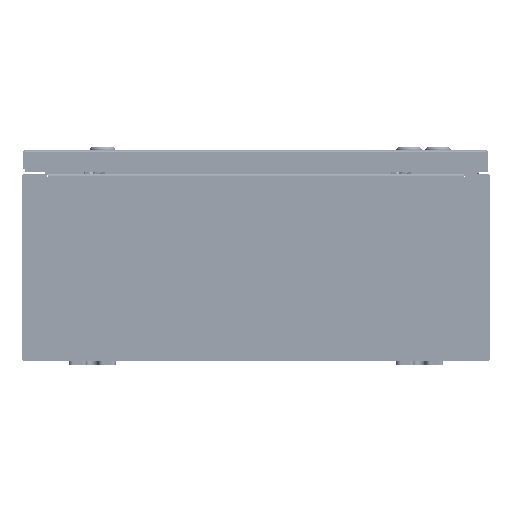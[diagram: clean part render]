
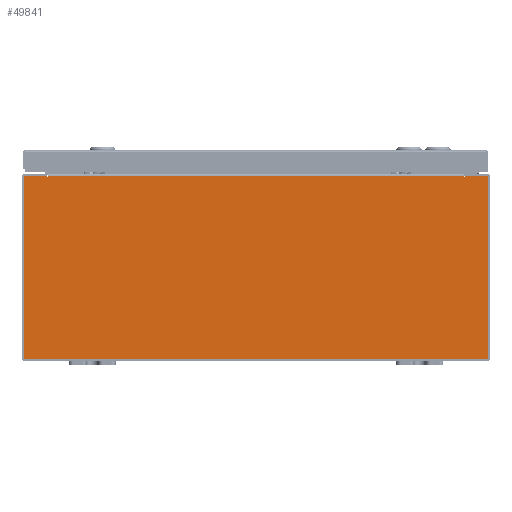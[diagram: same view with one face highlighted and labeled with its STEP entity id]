
A CAD part, front view. The second image highlights one B-rep face of the part: STEP entity #49841.
In plain terms, the highlighted face is planar.
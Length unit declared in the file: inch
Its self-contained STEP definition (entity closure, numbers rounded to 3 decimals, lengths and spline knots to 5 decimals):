
#170 = DIRECTION ( 'NONE',  ( 0., 0., 1. ) ) ;
#1095 = DIRECTION ( 'NONE',  ( 1., 0., 0. ) ) ;
#1357 = VERTEX_POINT ( 'NONE', #44034 ) ;
#2135 = AXIS2_PLACEMENT_3D ( 'NONE', #57402, #42667, #12986 ) ;
#3501 = DIRECTION ( 'NONE',  ( 1., 0., 0. ) ) ;
#3576 = CARTESIAN_POINT ( 'NONE',  ( -8.8872, 0., 3.9123 ) ) ;
#4172 = LINE ( 'NONE', #8274, #28987 ) ;
#4711 = EDGE_CURVE ( 'NONE', #25738, #28388, #40386, .T. ) ;
#4725 = CARTESIAN_POINT ( 'NONE',  ( -8.8872, 0., 3.9123 ) ) ;
#5364 = CARTESIAN_POINT ( 'NONE',  ( 9.9253, 0., -3.9253 ) ) ;
#6073 = CARTESIAN_POINT ( 'NONE',  ( 8.92455, 0., 3.87495 ) ) ;
#6080 = LINE ( 'NONE', #45365, #57185 ) ;
#6804 = LINE ( 'NONE', #34430, #18363 ) ;
#7955 = EDGE_CURVE ( 'NONE', #28658, #25738, #6080, .T. ) ;
#8274 = CARTESIAN_POINT ( 'NONE',  ( -8.8872, 0., 0. ) ) ;
#8602 = VERTEX_POINT ( 'NONE', #10847 ) ;
#9090 = ORIENTED_EDGE ( 'NONE', *, *, #20274, .T. ) ;
#9405 = ORIENTED_EDGE ( 'NONE', *, *, #7955, .T. ) ;
#10847 = CARTESIAN_POINT ( 'NONE',  ( 8.8872, 0., 3.87495 ) ) ;
#11447 = CARTESIAN_POINT ( 'NONE',  ( 8.92455, 0., 3.9253 ) ) ;
#12565 = CARTESIAN_POINT ( 'NONE',  ( -8.92455, 0., 3.87495 ) ) ;
#12986 = DIRECTION ( 'NONE',  ( 0., 0., -1. ) ) ;
#13403 = EDGE_CURVE ( 'NONE', #18022, #8602, #18549, .T. ) ;
#13798 = ORIENTED_EDGE ( 'NONE', *, *, #33171, .F. ) ;
#14252 = LINE ( 'NONE', #18160, #25896 ) ;
#14331 = CARTESIAN_POINT ( 'NONE',  ( 8.8872, 0., 3.9123 ) ) ;
#15056 = LINE ( 'NONE', #56228, #41420 ) ;
#15896 = DIRECTION ( 'NONE',  ( -1., 0., 0. ) ) ;
#16388 = EDGE_CURVE ( 'NONE', #25754, #33295, #30049, .T. ) ;
#17743 = PLANE ( 'NONE',  #2135 ) ;
#17797 = DIRECTION ( 'NONE',  ( 0., 1., 0. ) ) ;
#17936 = ORIENTED_EDGE ( 'NONE', *, *, #25587, .T. ) ;
#18022 = VERTEX_POINT ( 'NONE', #6073 ) ;
#18160 = CARTESIAN_POINT ( 'NONE',  ( 8.8872, 0., 0. ) ) ;
#18363 = VECTOR ( 'NONE', #170, 39.37008 ) ;
#18549 = CIRCLE ( 'NONE', #21453, 0.01868 ) ;
#19032 = ORIENTED_EDGE ( 'NONE', *, *, #22139, .F. ) ;
#19624 = AXIS2_PLACEMENT_3D ( 'NONE', #47487, #17797, #52458 ) ;
#20179 = EDGE_CURVE ( 'NONE', #25754, #18022, #32882, .T. ) ;
#20274 = EDGE_CURVE ( 'NONE', #33295, #28658, #15056, .T. ) ;
#20551 = VECTOR ( 'NONE', #3501, 39.37008 ) ;
#21453 = AXIS2_PLACEMENT_3D ( 'NONE', #28233, #62936, #33232 ) ;
#22061 = EDGE_CURVE ( 'NONE', #1357, #41487, #43716, .T. ) ;
#22139 = EDGE_CURVE ( 'NONE', #23548, #1357, #4172, .T. ) ;
#22360 = VECTOR ( 'NONE', #34448, 39.37008 ) ;
#23153 = DIRECTION ( 'NONE',  ( 0., 0., 1. ) ) ;
#23548 = VERTEX_POINT ( 'NONE', #3576 ) ;
#24074 = VECTOR ( 'NONE', #30071, 39.37008 ) ;
#25478 = ORIENTED_EDGE ( 'NONE', *, *, #28590, .F. ) ;
#25587 = EDGE_CURVE ( 'NONE', #23548, #37385, #58798, .T. ) ;
#25738 = VERTEX_POINT ( 'NONE', #60877 ) ;
#25754 = VERTEX_POINT ( 'NONE', #11447 ) ;
#25896 = VECTOR ( 'NONE', #23153, 39.37008 ) ;
#26242 = ORIENTED_EDGE ( 'NONE', *, *, #20179, .F. ) ;
#26555 = DIRECTION ( 'NONE',  ( 0., 0., -1. ) ) ;
#27985 = ORIENTED_EDGE ( 'NONE', *, *, #4711, .T. ) ;
#28233 = CARTESIAN_POINT ( 'NONE',  ( 8.90588, 0., 3.87495 ) ) ;
#28388 = VERTEX_POINT ( 'NONE', #42632 ) ;
#28590 = EDGE_CURVE ( 'NONE', #41487, #40023, #6804, .T. ) ;
#28658 = VERTEX_POINT ( 'NONE', #5364 ) ;
#28987 = VECTOR ( 'NONE', #37980, 39.37008 ) ;
#29230 = CARTESIAN_POINT ( 'NONE',  ( 9.9253, 0., 3.9253 ) ) ;
#29854 = CARTESIAN_POINT ( 'NONE',  ( -9.9253, 0., 3.9253 ) ) ;
#30049 = LINE ( 'NONE', #50491, #43181 ) ;
#30071 = DIRECTION ( 'NONE',  ( 0., 0., 1. ) ) ;
#31838 = EDGE_CURVE ( 'NONE', #28388, #40023, #48408, .T. ) ;
#32822 = ORIENTED_EDGE ( 'NONE', *, *, #16388, .T. ) ;
#32882 = LINE ( 'NONE', #50626, #44520 ) ;
#33171 = EDGE_CURVE ( 'NONE', #8602, #37385, #14252, .T. ) ;
#33204 = CARTESIAN_POINT ( 'NONE',  ( -9.9253, 0., 3.9253 ) ) ;
#33232 = DIRECTION ( 'NONE',  ( 0., 0., -1. ) ) ;
#33295 = VERTEX_POINT ( 'NONE', #29230 ) ;
#34430 = CARTESIAN_POINT ( 'NONE',  ( -8.92455, 0., 0. ) ) ;
#34448 = DIRECTION ( 'NONE',  ( 1., 0., 0. ) ) ;
#35191 = CARTESIAN_POINT ( 'NONE',  ( -8.92455, 0., 3.9253 ) ) ;
#37385 = VERTEX_POINT ( 'NONE', #14331 ) ;
#37980 = DIRECTION ( 'NONE',  ( 0., 0., -1. ) ) ;
#40023 = VERTEX_POINT ( 'NONE', #35191 ) ;
#40386 = LINE ( 'NONE', #29854, #24074 ) ;
#41420 = VECTOR ( 'NONE', #26555, 39.37008 ) ;
#41487 = VERTEX_POINT ( 'NONE', #12565 ) ;
#42632 = CARTESIAN_POINT ( 'NONE',  ( -9.9253, 0., 3.9253 ) ) ;
#42667 = DIRECTION ( 'NONE',  ( 0., -1., 0. ) ) ;
#43181 = VECTOR ( 'NONE', #1095, 39.37008 ) ;
#43716 = CIRCLE ( 'NONE', #19624, 0.01868 ) ;
#44034 = CARTESIAN_POINT ( 'NONE',  ( -8.8872, 0., 3.87495 ) ) ;
#44520 = VECTOR ( 'NONE', #45639, 39.37008 ) ;
#45365 = CARTESIAN_POINT ( 'NONE',  ( -9.9253, 0., -3.9253 ) ) ;
#45639 = DIRECTION ( 'NONE',  ( 0., 0., -1. ) ) ;
#47487 = CARTESIAN_POINT ( 'NONE',  ( -8.90587, 0., 3.87495 ) ) ;
#48408 = LINE ( 'NONE', #33204, #20551 ) ;
#49841 = ADVANCED_FACE ( 'NONE', ( #53115 ), #17743, .F. ) ;
#50491 = CARTESIAN_POINT ( 'NONE',  ( -9.9253, 0., 3.9253 ) ) ;
#50626 = CARTESIAN_POINT ( 'NONE',  ( 8.92455, 0., 0. ) ) ;
#50782 = ORIENTED_EDGE ( 'NONE', *, *, #31838, .T. ) ;
#52458 = DIRECTION ( 'NONE',  ( 0., 0., -1. ) ) ;
#53115 = FACE_OUTER_BOUND ( 'NONE', #53669, .T. ) ;
#53669 = EDGE_LOOP ( 'NONE', ( #25478, #58000, #19032, #17936, #13798, #55105, #26242, #32822, #9090, #9405, #27985, #50782 ) ) ;
#55105 = ORIENTED_EDGE ( 'NONE', *, *, #13403, .F. ) ;
#56228 = CARTESIAN_POINT ( 'NONE',  ( 9.9253, 0., 3.9253 ) ) ;
#57185 = VECTOR ( 'NONE', #15896, 39.37008 ) ;
#57402 = CARTESIAN_POINT ( 'NONE',  ( 0., 0., 0. ) ) ;
#58000 = ORIENTED_EDGE ( 'NONE', *, *, #22061, .F. ) ;
#58798 = LINE ( 'NONE', #4725, #22360 ) ;
#60877 = CARTESIAN_POINT ( 'NONE',  ( -9.9253, 0., -3.9253 ) ) ;
#62936 = DIRECTION ( 'NONE',  ( 0., 1., 0. ) ) ;
